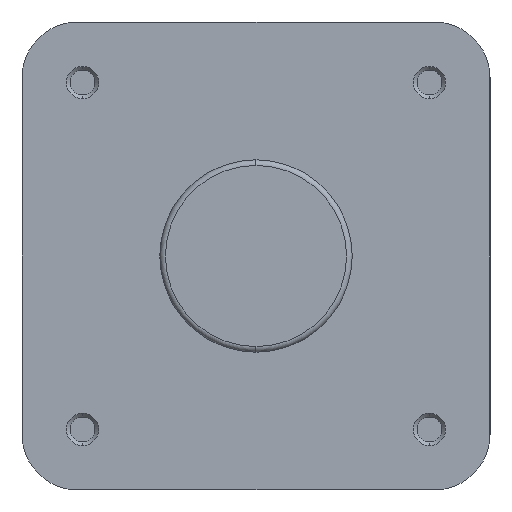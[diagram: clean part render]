
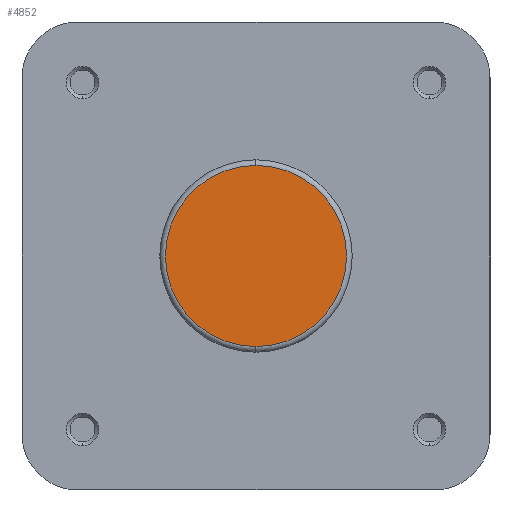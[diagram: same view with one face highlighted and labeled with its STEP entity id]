
A CAD part, left-side view. The second image highlights one B-rep face of the part: STEP entity #4852.
In plain terms, the highlighted planar face has unit normal (-1, 0, 0).
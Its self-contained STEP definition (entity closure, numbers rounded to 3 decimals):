
#783 = ORIENTED_EDGE ( 'NONE', *, *, #5371, .T. ) ;
#784 = ORIENTED_EDGE ( 'NONE', *, *, #2669, .T. ) ;
#1142 = EDGE_LOOP ( 'NONE', ( #784, #783 ) ) ;
#1306 = CIRCLE ( 'NONE', #5662, 24.4 ) ;
#1328 = VERTEX_POINT ( 'NONE', #1737 ) ;
#1346 = VERTEX_POINT ( 'NONE', #1755 ) ;
#1737 = CARTESIAN_POINT ( 'NONE',  ( 0., 0., 24.4 ) ) ;
#1755 = CARTESIAN_POINT ( 'NONE',  ( 0., 0., -24.4 ) ) ;
#2144 = CARTESIAN_POINT ( 'NONE',  ( 0., 0., 0. ) ) ;
#2163 = DIRECTION ( 'NONE',  ( -1., 0., 0. ) ) ;
#2164 = DIRECTION ( 'NONE',  ( 0., 0., -1. ) ) ;
#2221 = CARTESIAN_POINT ( 'NONE',  ( 0., 0., 0. ) ) ;
#2222 = PLANE ( 'NONE',  #5678 ) ;
#2224 = DIRECTION ( 'NONE',  ( 1., 0., 0. ) ) ;
#2225 = DIRECTION ( 'NONE',  ( 0., 0., -1. ) ) ;
#2669 = EDGE_CURVE ( 'NONE', #1346, #1328, #1306, .T. ) ;
#3310 = CARTESIAN_POINT ( 'NONE',  ( 0., 0., 0. ) ) ;
#3311 = DIRECTION ( 'NONE',  ( -1., 0., 0. ) ) ;
#3312 = DIRECTION ( 'NONE',  ( 0., 0., -1. ) ) ;
#4203 = CIRCLE ( 'NONE', #5956, 24.4 ) ;
#4852 = ADVANCED_FACE ( 'NONE', ( #6213 ), #2222, .F. ) ;
#5371 = EDGE_CURVE ( 'NONE', #1328, #1346, #4203, .T. ) ;
#5662 = AXIS2_PLACEMENT_3D ( 'NONE', #2144, #2163, #2164 ) ;
#5678 = AXIS2_PLACEMENT_3D ( 'NONE', #2221, #2224, #2225 ) ;
#5956 = AXIS2_PLACEMENT_3D ( 'NONE', #3310, #3311, #3312 ) ;
#6213 = FACE_OUTER_BOUND ( 'NONE', #1142, .T. ) ;
